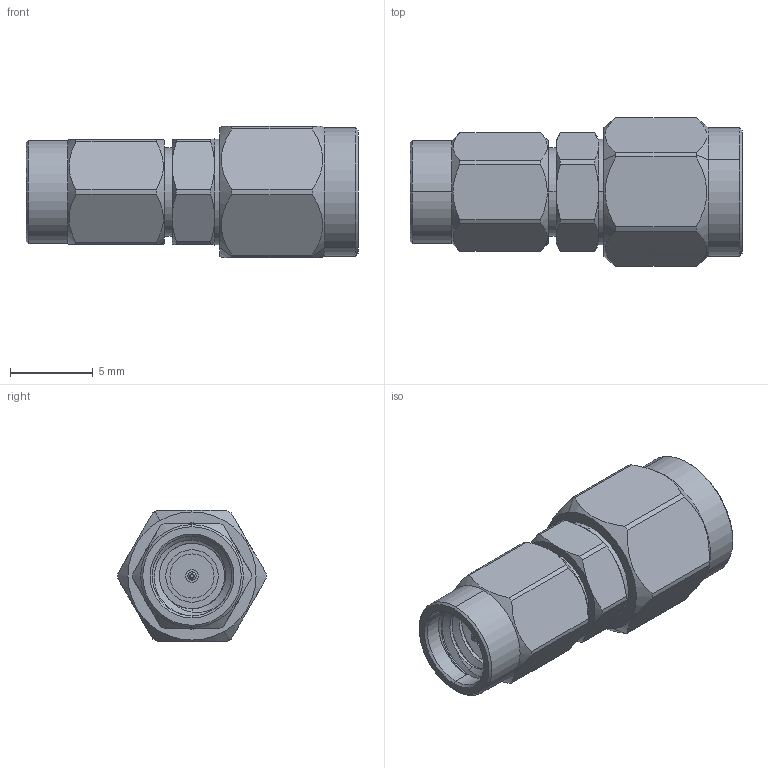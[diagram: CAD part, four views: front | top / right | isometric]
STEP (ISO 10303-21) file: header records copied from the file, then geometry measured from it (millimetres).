
FILE_DESCRIPTION (( 'STEP AP203' ), '1' );
FILE_NAME ('FMAD1285_3D.STEP', '2022-03-18T22:15:26', ( '' ), ( '' ), 'SwSTEP 2.0', 'SolidWorks 2021', '' );
FILE_SCHEMA (( 'CONFIG_CONTROL_DESIGN' ));
Length unit declared in the file: inch
Products named in the file (1): FMAD1285_3D
Bounding box: 20.11 x 8.99 x 7.94 mm (x, y, z)
Volume: 651.1 mm3; surface area: 883.2 mm2
Topology: 1 solids, 1 shells, 143 faces, 362 edges, 233 vertices
Faces by surface type: cylinder 64, plane 39, cone 32, bspline 8
Entity records: 7104 total; most frequent: CARTESIAN_POINT 3752, ORIENTED_EDGE 724, DIRECTION 649, EDGE_CURVE 362, AXIS2_PLACEMENT_3D 265, VERTEX_POINT 233, EDGE_LOOP 155, ADVANCED_FACE 143
